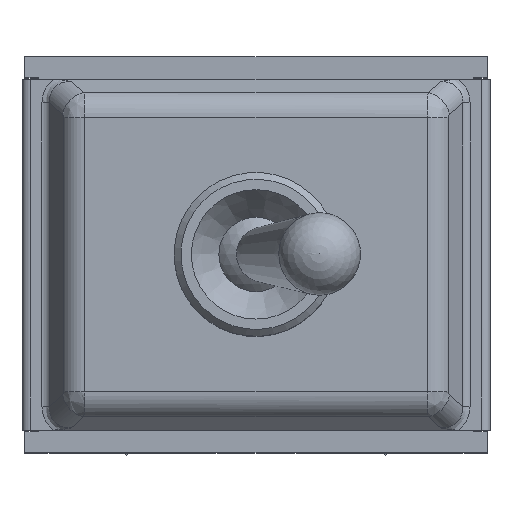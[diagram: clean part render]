
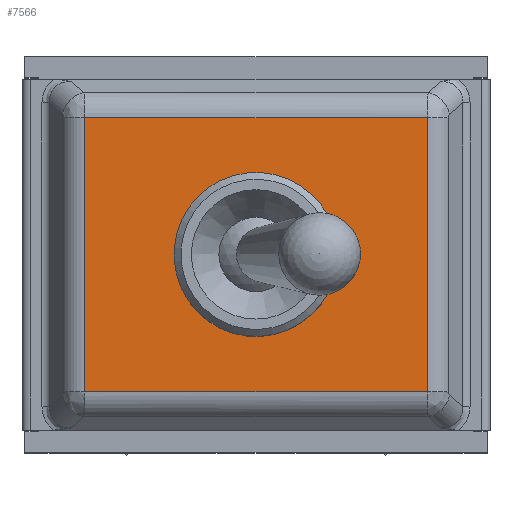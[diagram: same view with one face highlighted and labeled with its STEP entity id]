
A CAD part, top view. The second image highlights one B-rep face of the part: STEP entity #7566.
In plain terms, the highlighted planar face has unit normal (0, 0, 1).
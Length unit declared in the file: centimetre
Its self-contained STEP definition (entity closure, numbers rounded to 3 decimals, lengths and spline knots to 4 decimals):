
#76=FACE_BOUND('',#1036,.T.);
#232=PLANE('',#8102);
#567=FACE_OUTER_BOUND('',#1035,.T.);
#1035=EDGE_LOOP('',(#5533,#5534,#5535,#5536));
#1036=EDGE_LOOP('',(#5537,#5538,#5539,#5540));
#1585=LINE('',#11493,#2389);
#1586=LINE('',#11495,#2390);
#1587=LINE('',#11497,#2391);
#1588=LINE('',#11498,#2392);
#1589=LINE('',#11503,#2393);
#1590=LINE('',#11505,#2394);
#1591=LINE('',#11506,#2395);
#2389=VECTOR('',#9142,1.);
#2390=VECTOR('',#9143,1.);
#2391=VECTOR('',#9144,1.);
#2392=VECTOR('',#9145,1.);
#2393=VECTOR('',#9148,1.);
#2394=VECTOR('',#9149,1.);
#2395=VECTOR('',#9150,1.);
#3104=CIRCLE('',#8103,0.5953);
#3455=VERTEX_POINT('',#11491);
#3456=VERTEX_POINT('',#11492);
#3457=VERTEX_POINT('',#11494);
#3458=VERTEX_POINT('',#11496);
#3459=VERTEX_POINT('',#11499);
#3460=VERTEX_POINT('',#11500);
#3461=VERTEX_POINT('',#11502);
#3462=VERTEX_POINT('',#11504);
#4236=EDGE_CURVE('',#3455,#3456,#1585,.T.);
#4237=EDGE_CURVE('',#3455,#3457,#1586,.T.);
#4238=EDGE_CURVE('',#3458,#3457,#1587,.T.);
#4239=EDGE_CURVE('',#3456,#3458,#1588,.T.);
#4240=EDGE_CURVE('',#3459,#3460,#3104,.T.);
#4241=EDGE_CURVE('',#3460,#3461,#1589,.T.);
#4242=EDGE_CURVE('',#3461,#3462,#1590,.T.);
#4243=EDGE_CURVE('',#3462,#3459,#1591,.T.);
#5533=ORIENTED_EDGE('',*,*,#4236,.F.);
#5534=ORIENTED_EDGE('',*,*,#4237,.T.);
#5535=ORIENTED_EDGE('',*,*,#4238,.F.);
#5536=ORIENTED_EDGE('',*,*,#4239,.F.);
#5537=ORIENTED_EDGE('',*,*,#4240,.T.);
#5538=ORIENTED_EDGE('',*,*,#4241,.T.);
#5539=ORIENTED_EDGE('',*,*,#4242,.T.);
#5540=ORIENTED_EDGE('',*,*,#4243,.T.);
#7566=ADVANCED_FACE('',(#567,#76),#232,.T.);
#8102=AXIS2_PLACEMENT_3D('',#11490,#9140,#9141);
#8103=AXIS2_PLACEMENT_3D('',#11501,#9146,#9147);
#9140=DIRECTION('center_axis',(0.,0.,
1.));
#9141=DIRECTION('ref_axis',(-1.,0.,0.));
#9142=DIRECTION('',(0.,-1.,0.));
#9143=DIRECTION('',(-1.,0.,0.));
#9144=DIRECTION('',(0.,1.,0.));
#9145=DIRECTION('',(-1.,0.,0.));
#9146=DIRECTION('center_axis',(0.,0.,
-1.));
#9147=DIRECTION('ref_axis',(-1.,0.,0.));
#9148=DIRECTION('',(-1.,0.,0.));
#9149=DIRECTION('',(0.,-1.,0.));
#9150=DIRECTION('',(1.,0.,0.));
#11490=CARTESIAN_POINT('Origin',(1.35,0.005,1.41));
#11491=CARTESIAN_POINT('',(1.2433,1.0012,1.41));
#11492=CARTESIAN_POINT('',(1.2433,-0.9912,1.41));
#11493=CARTESIAN_POINT('',(1.2433,0.005,1.41));
#11494=CARTESIAN_POINT('',(-1.2433,1.0012,1.41));
#11495=CARTESIAN_POINT('',(0.,1.0012,1.41));
#11496=CARTESIAN_POINT('',(-1.2433,-0.9912,1.41));
#11497=CARTESIAN_POINT('',(-1.2433,0.005,1.41));
#11498=CARTESIAN_POINT('',(0.,-0.9912,1.41));
#11499=CARTESIAN_POINT('',(0.5885,-0.085,1.41));
#11500=CARTESIAN_POINT('',(0.5885,0.095,1.41));
#11501=CARTESIAN_POINT('Origin',(0.,0.005,
1.41));
#11502=CARTESIAN_POINT('',(0.4847,0.095,1.41));
#11503=CARTESIAN_POINT('',(0.2942,0.095,1.41));
#11504=CARTESIAN_POINT('',(0.4847,-0.085,1.41));
#11505=CARTESIAN_POINT('',(0.4847,0.05,1.41));
#11506=CARTESIAN_POINT('',(0.2423,-0.085,1.41));
